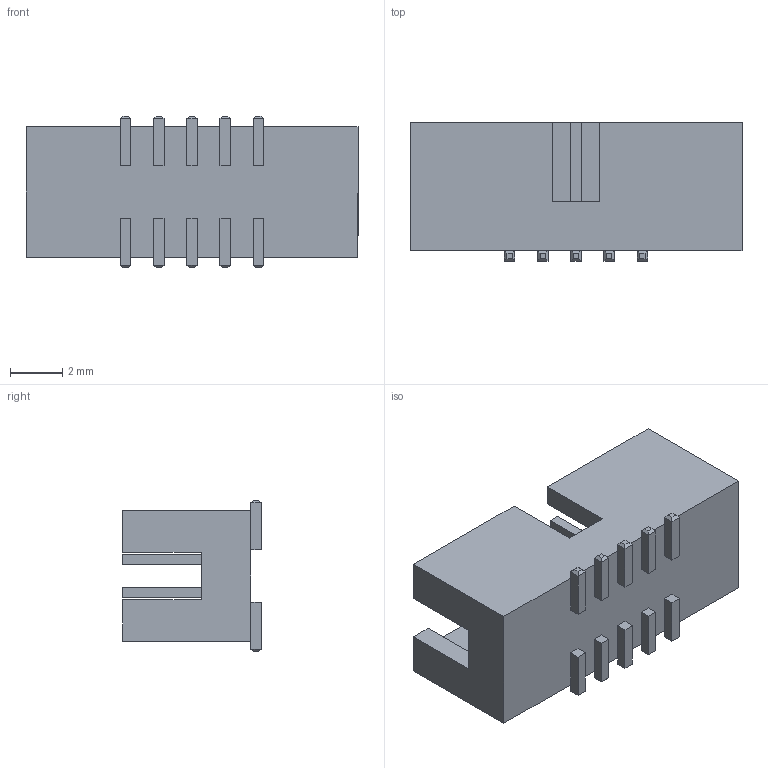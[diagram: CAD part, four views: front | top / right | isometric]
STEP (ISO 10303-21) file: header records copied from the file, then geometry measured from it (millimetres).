
FILE_DESCRIPTION (( 'STEP AP214' ), '1' );
FILE_NAME ('1030-001.STEP', '2022-10-14T18:18:49', ( '' ), ( '' ), 'SwSTEP 2.0', 'SolidWorks 2021', '' );
FILE_SCHEMA (( 'AUTOMOTIVE_DESIGN' ));
Length unit declared in the file: millimetre
Products named in the file (1): 1030-001
Bounding box: 12.7 x 5.3 x 5.8 mm (x, y, z)
Volume: 143.3 mm3; surface area: 529.2 mm2
Topology: 25 solids, 25 shells, 222 faces, 460 edges, 288 vertices
Faces by surface type: plane 222
Entity records: 5926 total; most frequent: CARTESIAN_POINT 971, ORIENTED_EDGE 920, DIRECTION 906, LINE 460, EDGE_CURVE 460, VECTOR 460, VERTEX_POINT 288, AXIS2_PLACEMENT_3D 223
